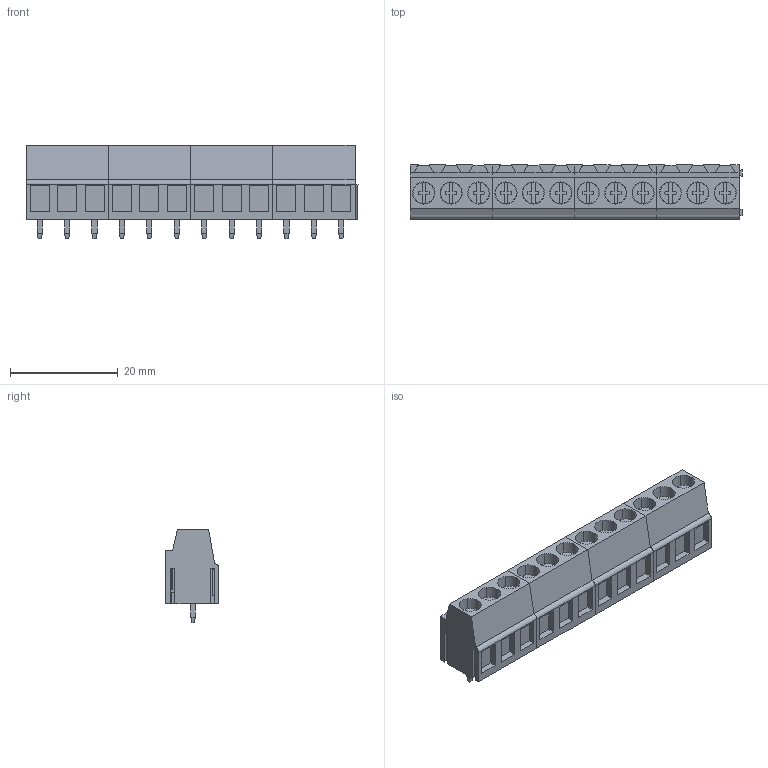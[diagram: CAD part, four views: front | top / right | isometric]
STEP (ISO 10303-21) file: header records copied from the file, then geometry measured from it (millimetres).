
FILE_DESCRIPTION(('CATIA V5 STEP Exchange','CAx-IF Rec.Pracs.--- Model Styling and Organization---1.2---2011-12-15'),'2;1');
FILE_NAME ('D1465132_0_9994210000_9994210000.stp','2018-03-31T07:41:28+00:00',('none'),('Weidmueller'),'CATIA Version 5-6 Release 2014','CATIA V5 STEP AP214','none');
FILE_SCHEMA(('AUTOMOTIVE_DESIGN { 1 0 10303 214 1 1 1 1 }'));
Length unit declared in the file: millimetre
Products named in the file (1): 9994210000
Bounding box: 61.51 x 10 x 17.3 mm (x, y, z)
Volume: 5882.5 mm3; surface area: 6990.3 mm2
Topology: 28 solids, 28 shells, 1080 faces, 2880 edges, 1904 vertices
Faces by surface type: plane 908, cylinder 172
Entity records: 33824 total; most frequent: CARTESIAN_POINT 6706, ORIENTED_EDGE 5760, DIRECTION 4832, EDGE_CURVE 2880, VECTOR 2368, LINE 2368, VERTEX_POINT 1904, AXIS2_PLACEMENT_3D 1384
